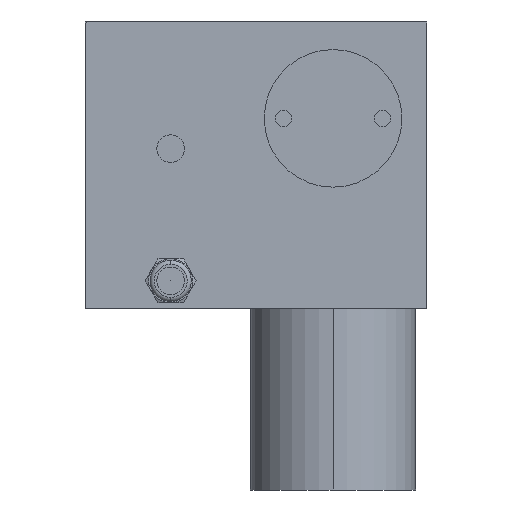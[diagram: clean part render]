
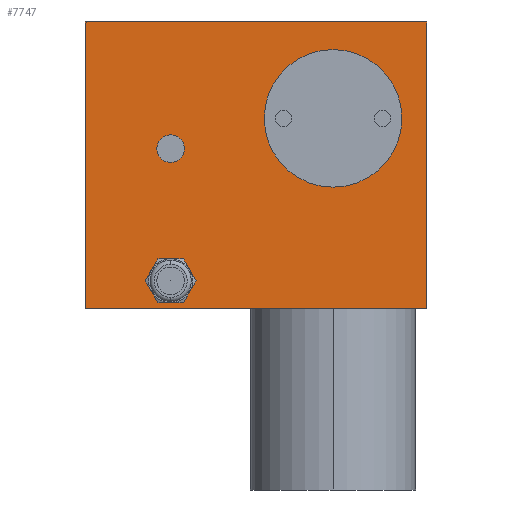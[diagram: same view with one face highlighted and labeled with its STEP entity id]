
A CAD part, left-side view. The second image highlights one B-rep face of the part: STEP entity #7747.
In plain terms, the highlighted planar face has unit normal (-1, 0, 0).
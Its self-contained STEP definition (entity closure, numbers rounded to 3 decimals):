
#258=DIRECTION('',(0.,-1.,0.));
#259=VECTOR('',#258,62.);
#260=CARTESIAN_POINT('',(0.,62.,0.));
#261=LINE('',#260,#259);
#1201=DIRECTION('',(0.,0.,1.));
#1202=VECTOR('',#1201,52.);
#1203=CARTESIAN_POINT('',(0.,62.,-52.));
#1204=LINE('',#1203,#1202);
#1245=DIRECTION('',(0.,-1.,0.));
#1246=VECTOR('',#1245,62.);
#1247=CARTESIAN_POINT('',(0.,62.,-52.));
#1248=LINE('',#1247,#1246);
#1249=DIRECTION('',(0.,0.,1.));
#1250=VECTOR('',#1249,52.);
#1251=CARTESIAN_POINT('',(0.,0.,-52.));
#1252=LINE('',#1251,#1250);
#1253=CARTESIAN_POINT('',(0.,17.,-17.5));
#1254=DIRECTION('',(1.,0.,0.));
#1255=DIRECTION('',(0.,0.,-1.));
#1256=AXIS2_PLACEMENT_3D('',#1253,#1254,#1255);
#1258=CARTESIAN_POINT('',(0.,17.,-17.5));
#1259=DIRECTION('',(1.,0.,0.));
#1260=DIRECTION('',(0.,0.,1.));
#1261=AXIS2_PLACEMENT_3D('',#1258,#1259,#1260);
#1263=CARTESIAN_POINT('',(0.,46.5,-23.));
#1264=DIRECTION('',(1.,0.,0.));
#1265=DIRECTION('',(0.,0.,-1.));
#1266=AXIS2_PLACEMENT_3D('',#1263,#1264,#1265);
#1268=CARTESIAN_POINT('',(0.,46.5,-23.));
#1269=DIRECTION('',(1.,0.,0.));
#1270=DIRECTION('',(0.,0.,1.));
#1271=AXIS2_PLACEMENT_3D('',#1268,#1269,#1270);
#1273=CARTESIAN_POINT('',(0.,46.5,-47.));
#1274=DIRECTION('',(-1.,0.,0.));
#1275=DIRECTION('',(0.,-0.866,0.5));
#1276=AXIS2_PLACEMENT_3D('',#1273,#1274,#1275);
#1278=CARTESIAN_POINT('',(0.,46.5,-47.));
#1279=DIRECTION('',(-1.,0.,0.));
#1280=DIRECTION('',(0.,0.,1.));
#1281=AXIS2_PLACEMENT_3D('',#1278,#1279,#1280);
#1283=CARTESIAN_POINT('',(0.,46.5,-47.));
#1284=DIRECTION('',(-1.,0.,0.));
#1285=DIRECTION('',(0.,0.866,0.5));
#1286=AXIS2_PLACEMENT_3D('',#1283,#1284,#1285);
#1288=CARTESIAN_POINT('',(0.,46.5,-47.));
#1289=DIRECTION('',(-1.,0.,0.));
#1290=DIRECTION('',(0.,0.866,-0.5));
#1291=AXIS2_PLACEMENT_3D('',#1288,#1289,#1290);
#1293=CARTESIAN_POINT('',(0.,46.5,-47.));
#1294=DIRECTION('',(-1.,0.,0.));
#1295=DIRECTION('',(0.,0.,-1.));
#1296=AXIS2_PLACEMENT_3D('',#1293,#1294,#1295);
#1298=CARTESIAN_POINT('',(0.,46.5,-47.));
#1299=DIRECTION('',(-1.,0.,0.));
#1300=DIRECTION('',(0.,-0.866,-0.5));
#1301=AXIS2_PLACEMENT_3D('',#1298,#1299,#1300);
#5209=CARTESIAN_POINT('',(0.,0.,-52.));
#5210=VERTEX_POINT('',#5209);
#5211=CARTESIAN_POINT('',(0.,62.,-52.));
#5212=VERTEX_POINT('',#5211);
#5225=CARTESIAN_POINT('',(0.,0.,0.));
#5226=VERTEX_POINT('',#5225);
#5231=CARTESIAN_POINT('',(0.,62.,0.));
#5232=VERTEX_POINT('',#5231);
#5233=CARTESIAN_POINT('',(0.,17.,-30.));
#5234=CARTESIAN_POINT('',(0.,17.,-5.));
#5235=VERTEX_POINT('',#5233);
#5236=VERTEX_POINT('',#5234);
#5237=CARTESIAN_POINT('',(0.,46.5,-25.5));
#5238=CARTESIAN_POINT('',(0.,46.5,-20.5));
#5239=VERTEX_POINT('',#5237);
#5240=VERTEX_POINT('',#5238);
#6723=CARTESIAN_POINT('',(0.,43.036,-45.));
#6724=CARTESIAN_POINT('',(0.,46.5,-43.));
#6725=VERTEX_POINT('',#6723);
#6726=VERTEX_POINT('',#6724);
#6727=CARTESIAN_POINT('',(0.,49.964,-49.));
#6728=CARTESIAN_POINT('',(0.,46.5,-51.));
#6729=VERTEX_POINT('',#6727);
#6730=VERTEX_POINT('',#6728);
#6731=CARTESIAN_POINT('',(0.,43.036,-49.));
#6732=VERTEX_POINT('',#6731);
#6733=CARTESIAN_POINT('',(0.,49.964,-45.));
#6734=VERTEX_POINT('',#6733);
#7709=CARTESIAN_POINT('',(0.,31.,-26.));
#7710=DIRECTION('',(1.,0.,0.));
#7711=DIRECTION('',(0.,-1.,0.));
#7712=AXIS2_PLACEMENT_3D('',#7709,#7710,#7711);
#7713=PLANE('',#7712);
#7714=ORIENTED_EDGE('',*,*,#7594,.F.);
#7715=ORIENTED_EDGE('',*,*,#7680,.T.);
#7716=ORIENTED_EDGE('',*,*,#6943,.T.);
#7718=ORIENTED_EDGE('',*,*,#7717,.F.);
#7719=EDGE_LOOP('',(#7714,#7715,#7716,#7718));
#7720=FACE_OUTER_BOUND('',#7719,.F.);
#7722=ORIENTED_EDGE('',*,*,#7721,.F.);
#7724=ORIENTED_EDGE('',*,*,#7723,.F.);
#7725=EDGE_LOOP('',(#7722,#7724));
#7726=FACE_BOUND('',#7725,.F.);
#7728=ORIENTED_EDGE('',*,*,#7727,.F.);
#7730=ORIENTED_EDGE('',*,*,#7729,.F.);
#7731=EDGE_LOOP('',(#7728,#7730));
#7732=FACE_BOUND('',#7731,.F.);
#7734=ORIENTED_EDGE('',*,*,#7733,.T.);
#7736=ORIENTED_EDGE('',*,*,#7735,.T.);
#7738=ORIENTED_EDGE('',*,*,#7737,.T.);
#7740=ORIENTED_EDGE('',*,*,#7739,.T.);
#7742=ORIENTED_EDGE('',*,*,#7741,.T.);
#7744=ORIENTED_EDGE('',*,*,#7743,.T.);
#7745=EDGE_LOOP('',(#7734,#7736,#7738,#7740,#7742,#7744));
#7746=FACE_BOUND('',#7745,.F.);
#7747=ADVANCED_FACE('',(#7720,#7726,#7732,#7746),#7713,.F.);
#1257=CIRCLE('',#1256,12.5);
#1262=CIRCLE('',#1261,12.5);
#1267=CIRCLE('',#1266,2.5);
#1272=CIRCLE('',#1271,2.5);
#1277=CIRCLE('',#1276,4.);
#1282=CIRCLE('',#1281,4.);
#1287=CIRCLE('',#1286,4.);
#1292=CIRCLE('',#1291,4.);
#1297=CIRCLE('',#1296,4.);
#1302=CIRCLE('',#1301,4.);
#6943=EDGE_CURVE('',#5232,#5226,#261,.T.);
#7594=EDGE_CURVE('',#5212,#5210,#1248,.T.);
#7680=EDGE_CURVE('',#5212,#5232,#1204,.T.);
#7717=EDGE_CURVE('',#5210,#5226,#1252,.T.);
#7721=EDGE_CURVE('',#5235,#5236,#1257,.T.);
#7723=EDGE_CURVE('',#5236,#5235,#1262,.T.);
#7727=EDGE_CURVE('',#5239,#5240,#1267,.T.);
#7729=EDGE_CURVE('',#5240,#5239,#1272,.T.);
#7733=EDGE_CURVE('',#6725,#6726,#1277,.T.);
#7735=EDGE_CURVE('',#6726,#6734,#1282,.T.);
#7737=EDGE_CURVE('',#6734,#6729,#1287,.T.);
#7739=EDGE_CURVE('',#6729,#6730,#1292,.T.);
#7741=EDGE_CURVE('',#6730,#6732,#1297,.T.);
#7743=EDGE_CURVE('',#6732,#6725,#1302,.T.);
